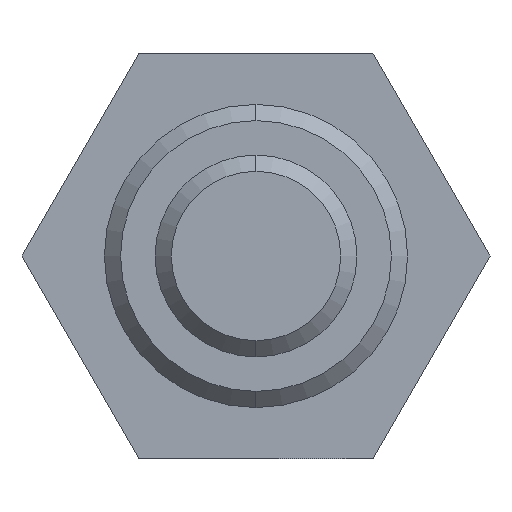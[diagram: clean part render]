
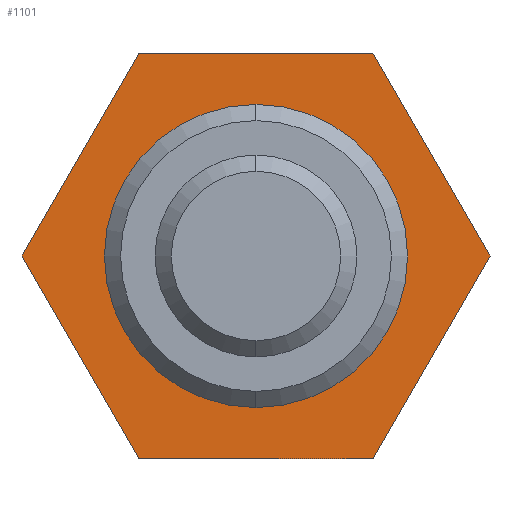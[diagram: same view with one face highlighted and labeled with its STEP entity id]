
A CAD part, front view. The second image highlights one B-rep face of the part: STEP entity #1101.
In plain terms, the highlighted planar face has unit normal (0, -1, 0).
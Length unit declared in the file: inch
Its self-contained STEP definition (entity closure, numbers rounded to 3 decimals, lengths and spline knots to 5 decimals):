
#10 = FACE_BOUND ( 'NONE', #925, .T. ) ;
#11 = FACE_OUTER_BOUND ( 'NONE', #264, .T. ) ;
#13 = DIRECTION ( 'NONE',  ( 0., 1., 0. ) ) ;
#23 = CARTESIAN_POINT ( 'NONE',  ( -1.36382, -1.445, -0.40626 ) ) ;
#28 = DIRECTION ( 'NONE',  ( 1., 0., 0. ) ) ;
#29 = CIRCLE ( 'NONE', #518, 0.187 ) ;
#31 = CARTESIAN_POINT ( 'NONE',  ( -1.21948, -1.445, -0.65626 ) ) ;
#32 = VECTOR ( 'NONE', #28, 39.37008 ) ;
#34 = CARTESIAN_POINT ( 'NONE',  ( -1.36382, -1.445, -0.40626 ) ) ;
#38 = CARTESIAN_POINT ( 'NONE',  ( -1.50815, -1.445, -0.46926 ) ) ;
#39 = LINE ( 'NONE', #278, #32 ) ;
#45 = LINE ( 'NONE', #700, #53 ) ;
#47 = VECTOR ( 'NONE', #1136, 39.37008 ) ;
#53 = VECTOR ( 'NONE', #811, 39.37008 ) ;
#54 = VECTOR ( 'NONE', #1219, 39.37008 ) ;
#56 = LINE ( 'NONE', #23, #47 ) ;
#59 = VECTOR ( 'NONE', #691, 39.37008 ) ;
#61 = LINE ( 'NONE', #187, #54 ) ;
#67 = LINE ( 'NONE', #795, #59 ) ;
#73 = VECTOR ( 'NONE', #1212, 39.37008 ) ;
#97 = LINE ( 'NONE', #567, #73 ) ;
#120 = CARTESIAN_POINT ( 'NONE',  ( -1.65249, -1.445, -0.40626 ) ) ;
#144 = CIRCLE ( 'NONE', #547, 0.187 ) ;
#187 = CARTESIAN_POINT ( 'NONE',  ( -1.21948, -1.445, -0.65626 ) ) ;
#264 = EDGE_LOOP ( 'NONE', ( #519, #892, #907, #593, #1151, #869 ) ) ;
#278 = CARTESIAN_POINT ( 'NONE',  ( -1.65249, -1.445, -0.40626 ) ) ;
#287 = CARTESIAN_POINT ( 'NONE',  ( -1.50815, -1.445, -0.84326 ) ) ;
#307 = CARTESIAN_POINT ( 'NONE',  ( -1.50815, -1.445, -0.65626 ) ) ;
#393 = DIRECTION ( 'NONE',  ( 0., 0., 1. ) ) ;
#454 = CARTESIAN_POINT ( 'NONE',  ( -1.79683, -1.445, -0.65626 ) ) ;
#485 = CARTESIAN_POINT ( 'NONE',  ( -1.65249, -1.445, -0.90626 ) ) ;
#491 = AXIS2_PLACEMENT_3D ( 'NONE', #454, #1131, #581 ) ;
#518 = AXIS2_PLACEMENT_3D ( 'NONE', #564, #13, #678 ) ;
#519 = ORIENTED_EDGE ( 'NONE', *, *, #1033, .F. ) ;
#547 = AXIS2_PLACEMENT_3D ( 'NONE', #307, #1077, #393 ) ;
#564 = CARTESIAN_POINT ( 'NONE',  ( -1.50815, -1.445, -0.65626 ) ) ;
#567 = CARTESIAN_POINT ( 'NONE',  ( -1.65249, -1.445, -0.90626 ) ) ;
#581 = DIRECTION ( 'NONE',  ( 0., 0., 1. ) ) ;
#593 = ORIENTED_EDGE ( 'NONE', *, *, #1062, .F. ) ;
#678 = DIRECTION ( 'NONE',  ( 0., 0., 1. ) ) ;
#691 = DIRECTION ( 'NONE',  ( -1., 0., 0. ) ) ;
#696 = CARTESIAN_POINT ( 'NONE',  ( -1.36382, -1.445, -0.90626 ) ) ;
#700 = CARTESIAN_POINT ( 'NONE',  ( -1.79683, -1.445, -0.65626 ) ) ;
#724 = VERTEX_POINT ( 'NONE', #38 ) ;
#731 = VERTEX_POINT ( 'NONE', #34 ) ;
#751 = ORIENTED_EDGE ( 'NONE', *, *, #1076, .T. ) ;
#795 = CARTESIAN_POINT ( 'NONE',  ( -1.36382, -1.445, -0.90626 ) ) ;
#811 = DIRECTION ( 'NONE',  ( 0.5, 0., 0.866 ) ) ;
#864 = VERTEX_POINT ( 'NONE', #485 ) ;
#869 = ORIENTED_EDGE ( 'NONE', *, *, #1074, .F. ) ;
#892 = ORIENTED_EDGE ( 'NONE', *, *, #1049, .F. ) ;
#907 = ORIENTED_EDGE ( 'NONE', *, *, #1056, .F. ) ;
#925 = EDGE_LOOP ( 'NONE', ( #1084, #751 ) ) ;
#948 = VERTEX_POINT ( 'NONE', #31 ) ;
#983 = VERTEX_POINT ( 'NONE', #1239 ) ;
#993 = EDGE_CURVE ( 'NONE', #724, #1249, #144, .T. ) ;
#1033 = EDGE_CURVE ( 'NONE', #864, #983, #97, .T. ) ;
#1049 = EDGE_CURVE ( 'NONE', #1103, #864, #67, .T. ) ;
#1056 = EDGE_CURVE ( 'NONE', #948, #1103, #61, .T. ) ;
#1062 = EDGE_CURVE ( 'NONE', #731, #948, #56, .T. ) ;
#1073 = EDGE_CURVE ( 'NONE', #1217, #731, #39, .T. ) ;
#1074 = EDGE_CURVE ( 'NONE', #983, #1217, #45, .T. ) ;
#1076 = EDGE_CURVE ( 'NONE', #1249, #724, #29, .T. ) ;
#1077 = DIRECTION ( 'NONE',  ( 0., 1., 0. ) ) ;
#1084 = ORIENTED_EDGE ( 'NONE', *, *, #993, .T. ) ;
#1101 = ADVANCED_FACE ( 'NONE', ( #10, #11 ), #1137, .F. ) ;
#1103 = VERTEX_POINT ( 'NONE', #696 ) ;
#1131 = DIRECTION ( 'NONE',  ( 0., 1., 0. ) ) ;
#1136 = DIRECTION ( 'NONE',  ( 0.5, 0., -0.866 ) ) ;
#1137 = PLANE ( 'NONE',  #491 ) ;
#1151 = ORIENTED_EDGE ( 'NONE', *, *, #1073, .F. ) ;
#1212 = DIRECTION ( 'NONE',  ( -0.5, 0., 0.866 ) ) ;
#1217 = VERTEX_POINT ( 'NONE', #120 ) ;
#1219 = DIRECTION ( 'NONE',  ( -0.5, 0., -0.866 ) ) ;
#1239 = CARTESIAN_POINT ( 'NONE',  ( -1.79683, -1.445, -0.65626 ) ) ;
#1249 = VERTEX_POINT ( 'NONE', #287 ) ;
